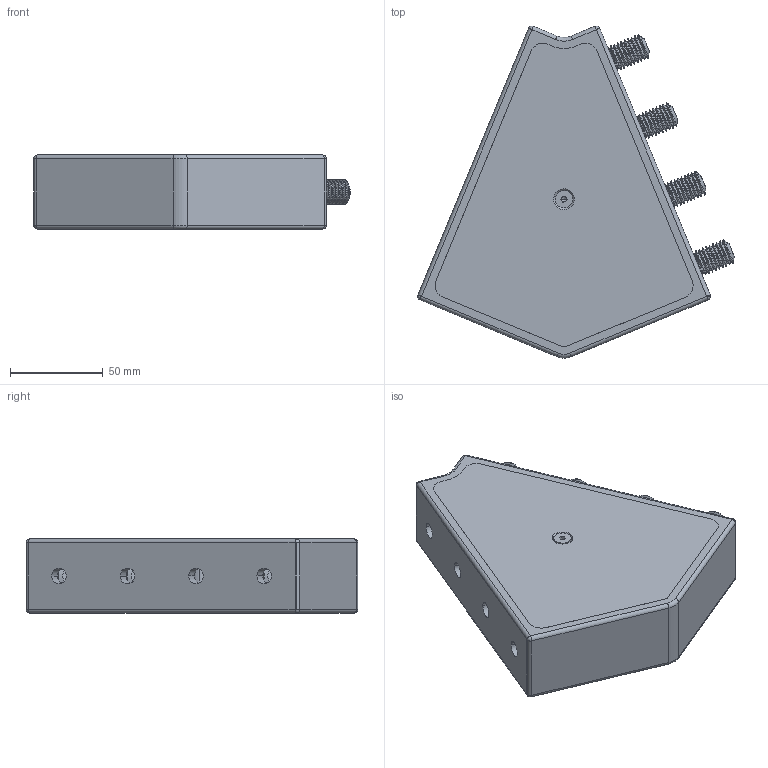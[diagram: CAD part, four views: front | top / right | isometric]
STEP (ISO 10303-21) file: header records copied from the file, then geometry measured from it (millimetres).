
FILE_DESCRIPTION (( 'STEP AP203' ), '1' );
FILE_NAME ('SPS.SJ40.45B.STEP', '2014-05-20T06:08:10', ( 'USER' ), ( 'Microsoft' ), 'SwSTEP 2.0', 'SolidWorks 2012', '' );
FILE_SCHEMA (( 'CONFIG_CONTROL_DESIGN' ));
Length unit declared in the file: millimetre
Products named in the file (6): SPS.SJ40.45B; M5X16_GB_FASTENER_SCREWS_HSCHS M5X16-N; 45度踏步角连接件盖板; 2.51.14.08; M8X20_GB_FASTENER_BOLT_HFBB M8X20-C; 45僅怳祭褒蟀諉璃
Assembly tree (11 placements, depth 2):
  SPS.SJ40.45B
    45僅怳祭褒蟀諉璃
    M8X20_GB_FASTENER_BOLT_HFBB M8X20-C  x4
    2.51.14.08  x4
    45度踏步角连接件盖板
    M5X16_GB_FASTENER_SCREWS_HSCHS M5X16-N
Bounding box: 171.06 x 179.37 x 40 mm (x, y, z)
Volume: 317485.9 mm3; surface area: 115322.1 mm2
Topology: 11 solids, 11 shells, 1994 faces, 4235 edges, 2264 vertices
Faces by surface type: cone 914, cylinder 481, torus 442, plane 122, bspline 24, sphere 11
Entity records: 20197 total; most frequent: DIRECTION 3749, CARTESIAN_POINT 3567, ORIENTED_EDGE 3072, AXIS2_PLACEMENT_3D 1562, EDGE_CURVE 1536, CIRCLE 835, VERTEX_POINT 834, EDGE_LOOP 746
